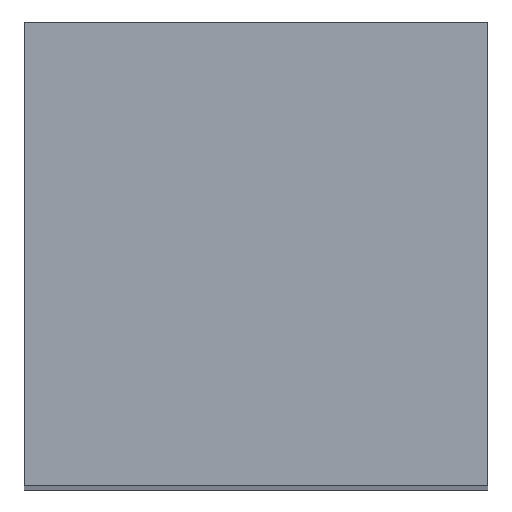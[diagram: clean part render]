
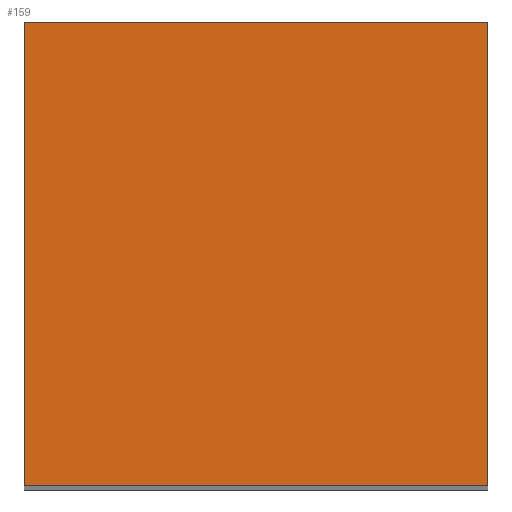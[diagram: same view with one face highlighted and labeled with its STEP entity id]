
A CAD part, top view. The second image highlights one B-rep face of the part: STEP entity #159.
In plain terms, the highlighted planar face has unit normal (0, 0, 1).
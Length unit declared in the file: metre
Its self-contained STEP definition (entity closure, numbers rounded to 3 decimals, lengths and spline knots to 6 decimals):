
#43=ORIENTED_EDGE('',*,*,#59,.F.);
#44=ORIENTED_EDGE('',*,*,#66,.T.);
#45=ORIENTED_EDGE('',*,*,#69,.T.);
#46=ORIENTED_EDGE('',*,*,#74,.F.);
#59=EDGE_CURVE('',#77,#78,#91,.T.);
#66=EDGE_CURVE('',#77,#83,#95,.T.);
#69=EDGE_CURVE('',#83,#85,#98,.T.);
#74=EDGE_CURVE('',#78,#85,#100,.T.);
#77=VERTEX_POINT('',#242);
#78=VERTEX_POINT('',#244);
#83=VERTEX_POINT('',#256);
#85=VERTEX_POINT('',#262);
#91=LINE('',#243,#103);
#95=LINE('',#257,#107);
#98=LINE('',#263,#110);
#100=LINE('',#272,#112);
#103=VECTOR('',#198,1.);
#107=VECTOR('',#210,1.);
#110=VECTOR('',#215,1.);
#112=VECTOR('',#225,1.);
#123=EDGE_LOOP('',(#43,#44,#45,#46));
#141=FACE_BOUND('',#123,.T.);
#153=PLANE('',#187);
#159=ADVANCED_FACE('',(#141),#153,.T.);
#187=AXIS2_PLACEMENT_3D('',#273,#226,#227);
#198=DIRECTION('',(1.,0.,0.));
#210=DIRECTION('',(0.,-1.,0.));
#215=DIRECTION('',(1.,0.,0.));
#225=DIRECTION('',(0.,-1.,0.));
#226=DIRECTION('',(0.,0.,1.));
#227=DIRECTION('',(1.,0.,0.));
#242=CARTESIAN_POINT('',(-0.006,0.006,0.068));
#243=CARTESIAN_POINT('',(0.,0.006,0.068));
#244=CARTESIAN_POINT('',(0.006,0.006,0.068));
#256=CARTESIAN_POINT('',(-0.006,-0.006,0.068));
#257=CARTESIAN_POINT('',(-0.006,0.,0.068));
#262=CARTESIAN_POINT('',(0.006,-0.006,0.068));
#263=CARTESIAN_POINT('',(0.,-0.006,0.068));
#272=CARTESIAN_POINT('',(0.006,0.,0.068));
#273=CARTESIAN_POINT('',(0.,0.,0.068));
